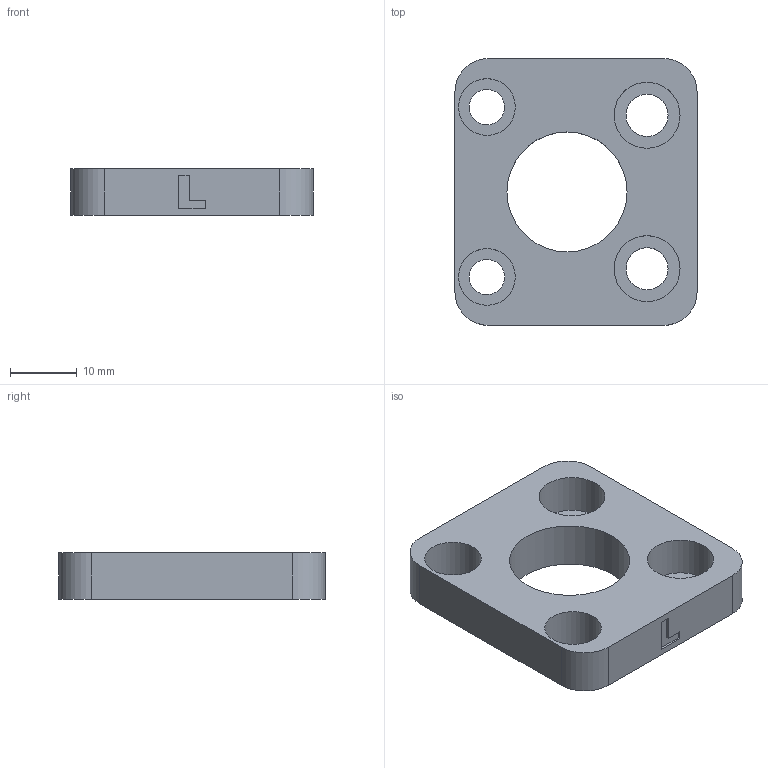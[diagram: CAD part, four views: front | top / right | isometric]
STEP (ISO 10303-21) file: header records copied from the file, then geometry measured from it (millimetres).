
FILE_DESCRIPTION(/* description */ (''),/* implementation_level */ '2;1');
FILE_NAME(/* name */ 'xy_motor_suport_left_3.1.step',/* time_stamp */ '2022-06-14T17:21:03+01:00',/* author */ (''),/* organization */ (''),/* preprocessor_version */ 'ST-DEVELOPER v19',/* originating_system */ 'Autodesk Translation Framework v11.7.0.108',/* authorisation */ '');
FILE_SCHEMA (('AUTOMOTIVE_DESIGN { 1 0 10303 214 3 1 1 }'));
Length unit declared in the file: millimetre
Products named in the file (1): xy_motor_suport_left_3.1
Bounding box: 36.3 x 40 x 7 mm (x, y, z)
Volume: 6518.2 mm3; surface area: 4315.1 mm2
Topology: 1 solids, 1 shells, 30 faces, 69 edges, 46 vertices
Faces by surface type: plane 17, cylinder 13
Full cylindrical faces by diameter (mm): 5.3 x2, 6.3 x2, 8.5 x2, 9.9 x2, 18 x1
Entity records: 912 total; most frequent: DIRECTION 157, CARTESIAN_POINT 146, ORIENTED_EDGE 138, EDGE_CURVE 69, AXIS2_PLACEMENT_3D 57, VERTEX_POINT 46, EDGE_LOOP 45, LINE 43
